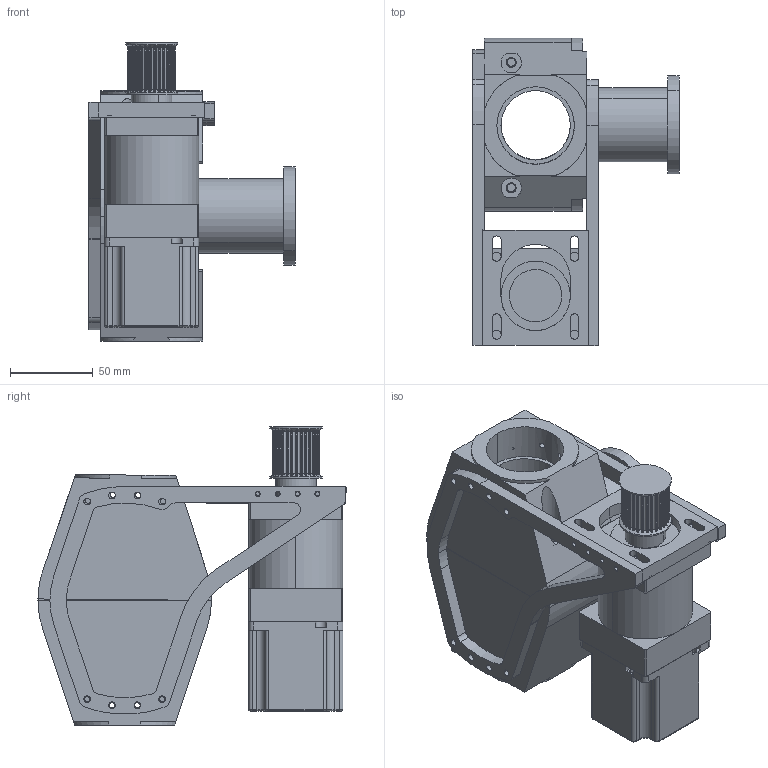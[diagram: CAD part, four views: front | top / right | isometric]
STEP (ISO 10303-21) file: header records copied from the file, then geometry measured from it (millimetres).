
FILE_DESCRIPTION (( 'STEP AP203' ), '1' );
FILE_NAME ('arm_manipulator_link_3_Default_sldprt.STEP', '2025-04-21T08:18:41', ( '' ), ( '' ), 'SwSTEP 2.0', 'SolidWorks 2023', '' );
FILE_SCHEMA (( 'CONFIG_CONTROL_DESIGN' ));
Length unit declared in the file: millimetre
Products named in the file (1): arm_manipulator_link_3_Default_sldprt
Bounding box: 124.88 x 186.53 x 180.44 mm (x, y, z)
Volume: 1077329.8 mm3; surface area: 218694 mm2
Topology: 11 solids, 11 shells, 902 faces, 2429 edges, 1586 vertices
Faces by surface type: cylinder 581, plane 261, cone 46, torus 14
Entity records: 33727 total; most frequent: CARTESIAN_POINT 10436, DIRECTION 4864, ORIENTED_EDGE 4838, EDGE_CURVE 2419, AXIS2_PLACEMENT_3D 1855, VERTEX_POINT 1586, LINE 1154, VECTOR 1154
